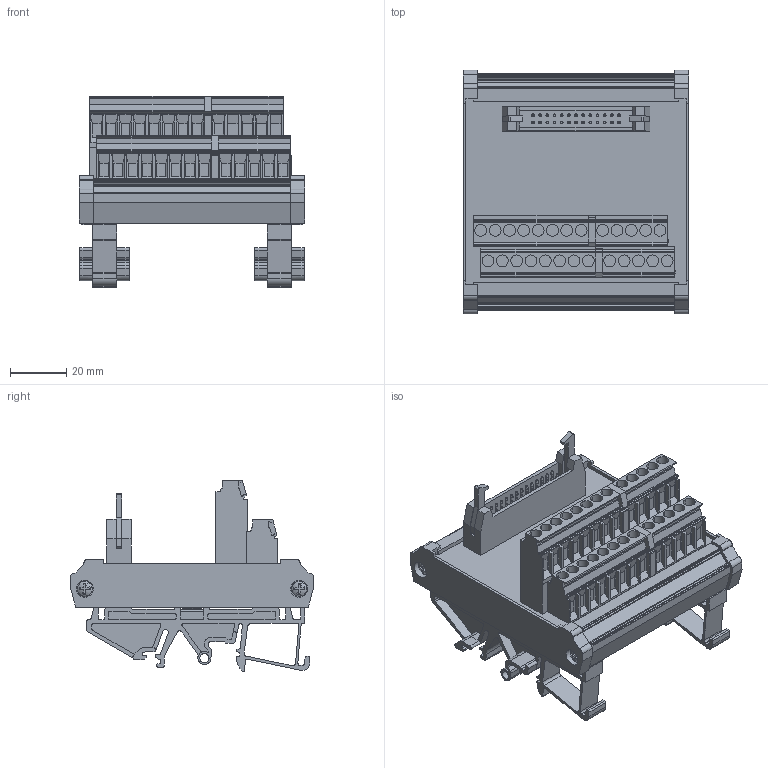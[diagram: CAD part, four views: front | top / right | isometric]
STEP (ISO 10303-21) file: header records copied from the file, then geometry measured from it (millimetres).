
FILE_DESCRIPTION(('CATIA V5 STEP Exchange','CAx-IF Rec.Pracs.--- Model Styling and Organization---1.2---2011-12-15'),'2;1');
FILE_NAME ('D1445783_0', '2018-09-24T15:06:10+00:00', ('none'), ('Weidmueller'), 'CATIA Version 5-6 Release 2014', 'CATIA V5 STEP AP214', 'none');
FILE_SCHEMA(('AUTOMOTIVE_DESIGN { 1 0 10303 214 1 1 1 1 }'));
Products named in the file (1): 0224861001
Bounding box: 80 x 86.4 x 67.95 mm (x, y, z)
Volume: 81002.7 mm3; surface area: 78878.7 mm2
Topology: 15 solids, 15 shells, 2774 faces, 7498 edges, 4866 vertices
Faces by surface type: plane 1605, cylinder 889, cone 240, torus 24, revolution 16
Entity records: 78577 total; most frequent: ORIENTED_EDGE 14980, CARTESIAN_POINT 14504, DIRECTION 10168, EDGE_CURVE 7490, VECTOR 5176, LINE 5176, VERTEX_POINT 4866, AXIS2_PLACEMENT_3D 3536
